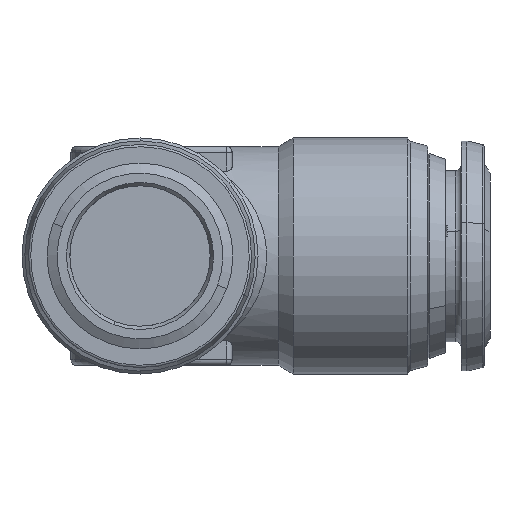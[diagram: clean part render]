
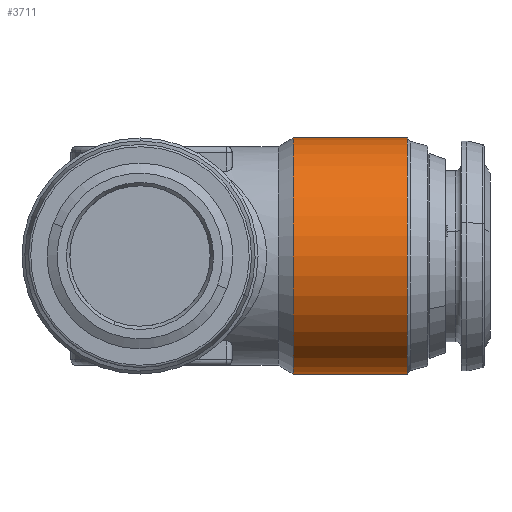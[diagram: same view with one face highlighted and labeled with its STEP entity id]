
A CAD part, left-side view. The second image highlights one B-rep face of the part: STEP entity #3711.
In plain terms, the highlighted cylindrical face has radius 10.25 mm (diameter 20.5 mm), a partial arc.
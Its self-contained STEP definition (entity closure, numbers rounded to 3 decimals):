
#968 = LINE ( 'NONE', #7846, #971 ) ;
#970 = LINE ( 'NONE', #7848, #973 ) ;
#971 = VECTOR ( 'NONE', #7847, 1000. ) ;
#973 = VECTOR ( 'NONE', #7850, 1000. ) ;
#1864 = CIRCLE ( 'NONE', #7210, 10.25 ) ;
#1865 = CIRCLE ( 'NONE', #7211, 10.25 ) ;
#2449 = EDGE_CURVE ( 'NONE', #7495, #7461, #968, .T. ) ;
#2450 = EDGE_CURVE ( 'NONE', #7500, #7460, #970, .T. ) ;
#2557 = EDGE_CURVE ( 'NONE', #7495, #7500, #1864, .T. ) ;
#2558 = EDGE_CURVE ( 'NONE', #7460, #7461, #1865, .T. ) ;
#2843 = CARTESIAN_POINT ( 'NONE',  ( 0., 12.501, 0. ) ) ;
#2844 = DIRECTION ( 'NONE',  ( 0., -1., 0. ) ) ;
#2845 = DIRECTION ( 'NONE',  ( 0., 0., -1. ) ) ;
#2846 = CARTESIAN_POINT ( 'NONE',  ( 0., 2.598, 0. ) ) ;
#2847 = DIRECTION ( 'NONE',  ( 0., 1., 0. ) ) ;
#2848 = DIRECTION ( 'NONE',  ( 0., 0., 1. ) ) ;
#3411 = CARTESIAN_POINT ( 'NONE',  ( 0., 0., 0. ) ) ;
#3412 = DIRECTION ( 'NONE',  ( 0., -1., 0. ) ) ;
#3420 = DIRECTION ( 'NONE',  ( 0., 0., -1. ) ) ;
#3664 = CARTESIAN_POINT ( 'NONE',  ( 0., 2.598, -10.25 ) ) ;
#3665 = CARTESIAN_POINT ( 'NONE',  ( 0., 2.598, 10.25 ) ) ;
#3711 = ADVANCED_FACE ( 'NONE', ( #5585 ), #5593, .T. ) ;
#4875 = ORIENTED_EDGE ( 'NONE', *, *, #2449, .F. ) ;
#4876 = ORIENTED_EDGE ( 'NONE', *, *, #2557, .T. ) ;
#4877 = ORIENTED_EDGE ( 'NONE', *, *, #2450, .T. ) ;
#4878 = ORIENTED_EDGE ( 'NONE', *, *, #2558, .T. ) ;
#5407 = AXIS2_PLACEMENT_3D ( 'NONE', #3411, #3412, #3420 ) ;
#5585 = FACE_OUTER_BOUND ( 'NONE', #8153, .T. ) ;
#5593 = CYLINDRICAL_SURFACE ( 'NONE', #5407, 10.25 ) ;
#5777 = CARTESIAN_POINT ( 'NONE',  ( 0., 12.501, 10.25 ) ) ;
#5782 = CARTESIAN_POINT ( 'NONE',  ( 0., 12.501, -10.25 ) ) ;
#7210 = AXIS2_PLACEMENT_3D ( 'NONE', #2843, #2844, #2845 ) ;
#7211 = AXIS2_PLACEMENT_3D ( 'NONE', #2846, #2847, #2848 ) ;
#7460 = VERTEX_POINT ( 'NONE', #3664 ) ;
#7461 = VERTEX_POINT ( 'NONE', #3665 ) ;
#7495 = VERTEX_POINT ( 'NONE', #5777 ) ;
#7500 = VERTEX_POINT ( 'NONE', #5782 ) ;
#7846 = CARTESIAN_POINT ( 'NONE',  ( 0., 0., 10.25 ) ) ;
#7847 = DIRECTION ( 'NONE',  ( 0., -1., 0. ) ) ;
#7848 = CARTESIAN_POINT ( 'NONE',  ( 0., 0., -10.25 ) ) ;
#7850 = DIRECTION ( 'NONE',  ( 0., -1., 0. ) ) ;
#8153 = EDGE_LOOP ( 'NONE', ( #4875, #4876, #4877, #4878 ) ) ;
